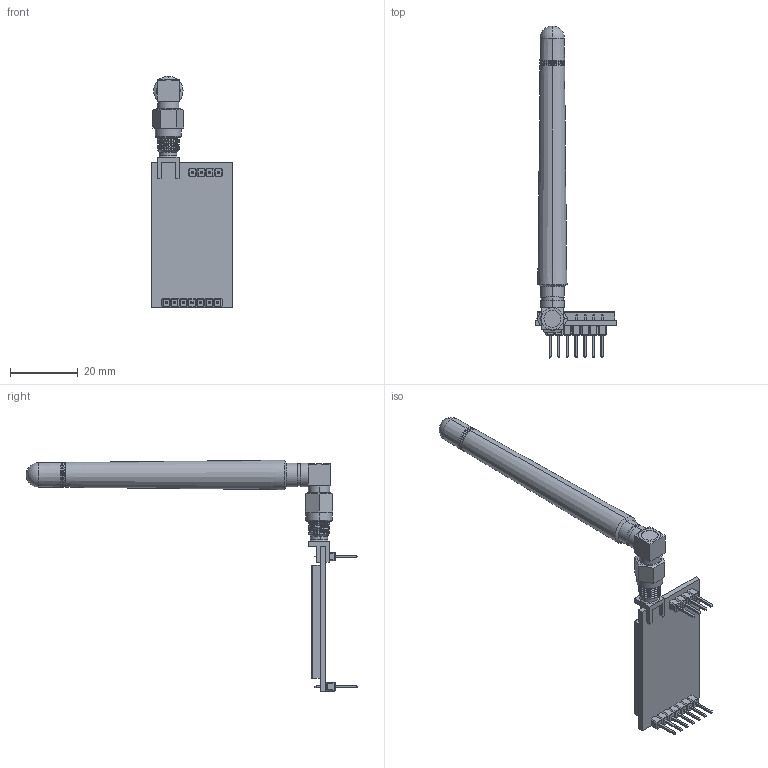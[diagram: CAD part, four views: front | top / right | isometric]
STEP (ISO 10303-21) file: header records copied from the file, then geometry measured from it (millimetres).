
FILE_DESCRIPTION (( 'STEP AP214' ), '1' );
FILE_NAME ('E32-868T30D_Assembly_with_All_Headers_and_Antenna.STEP', '2021-12-12T22:45:31', ( '' ), ( '' ), 'SwSTEP 2.0', 'SolidWorks 2019', '' );
FILE_SCHEMA (( 'AUTOMOTIVE_DESIGN' ));
Length unit declared in the file: millimetre
Products named in the file (6): Antenna 868MHz___ _________; E32-868T30D_Assembly_with_All_Headers_and_Antenna; Board_Varsay考an; SMA-K Connector_Varsay考an; Pin Header 1x4 TH Pitch 2.54mm.stp_Varsay考an; Pin Header 1x7 TH Pitch 2.54mm.stp_Varsay考an
Assembly tree (5 placements, depth 2):
  E32-868T30D_Assembly_with_All_Headers_and_Antenna
    Board_Varsay考an
    SMA-K Connector_Varsay考an
    Pin Header 1x7 TH Pitch 2.54mm.stp_Varsay考an
    Pin Header 1x4 TH Pitch 2.54mm.stp_Varsay考an
    Antenna 868MHz___ _________
Bounding box: 24 x 98.08 x 68.5 mm (x, y, z)
Volume: 8667.1 mm3; surface area: 6631.5 mm2
Topology: 3 solids, 16 shells, 615 faces, 1574 edges, 1006 vertices
Faces by surface type: plane 425, cylinder 84, bspline 46, cone 40, torus 18, sphere 2
Entity records: 22382 total; most frequent: CARTESIAN_POINT 8038, ORIENTED_EDGE 3144, DIRECTION 1791, EDGE_CURVE 1572, B_SPLINE_CURVE_WITH_KNOTS 1136, VERTEX_POINT 1006, AXIS2_PLACEMENT_3D 782, EDGE_LOOP 676
